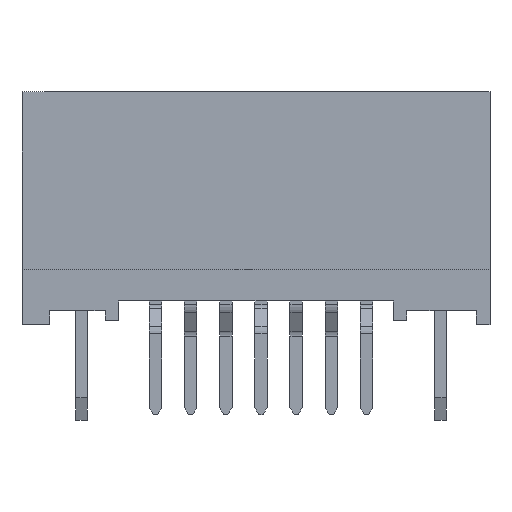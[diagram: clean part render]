
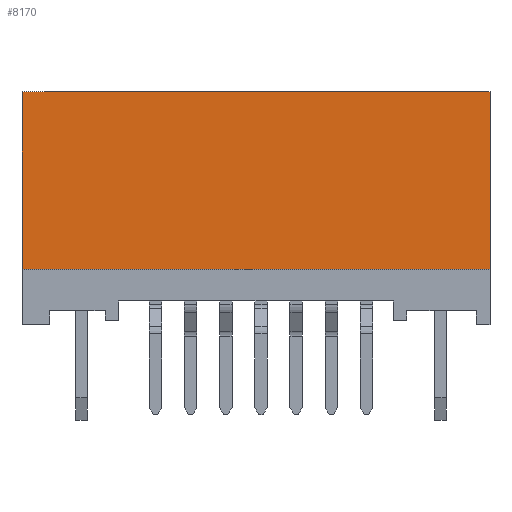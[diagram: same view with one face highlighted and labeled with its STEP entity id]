
A CAD part, front view. The second image highlights one B-rep face of the part: STEP entity #8170.
In plain terms, the highlighted planar face has unit normal (0, -1, 0).
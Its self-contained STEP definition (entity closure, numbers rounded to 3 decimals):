
#29=DIRECTION('',(0.,0.,-1.));
#30=VECTOR('',#29,6.4);
#31=CARTESIAN_POINT('',(-8.45,-3.225,4.2));
#32=LINE('',#31,#30);
#1295=DIRECTION('',(0.,0.,-1.));
#1296=VECTOR('',#1295,6.4);
#1297=CARTESIAN_POINT('',(8.45,-3.225,4.2));
#1298=LINE('',#1297,#1296);
#2651=DIRECTION('',(1.,0.,0.));
#2652=VECTOR('',#2651,16.9);
#2653=CARTESIAN_POINT('',(-8.45,-3.225,-2.2));
#2654=LINE('',#2653,#2652);
#2655=DIRECTION('',(1.,0.,0.));
#2656=VECTOR('',#2655,16.9);
#2657=CARTESIAN_POINT('',(-8.45,-3.225,4.2));
#2658=LINE('',#2657,#2656);
#3496=CARTESIAN_POINT('',(-8.45,-3.225,4.2));
#3498=VERTEX_POINT('',#3496);
#3500=CARTESIAN_POINT('',(8.45,-3.225,4.2));
#3502=VERTEX_POINT('',#3500);
#3513=CARTESIAN_POINT('',(-8.45,-3.225,-2.2));
#3514=VERTEX_POINT('',#3513);
#3525=CARTESIAN_POINT('',(8.45,-3.225,-2.2));
#3526=VERTEX_POINT('',#3525);
#8159=CARTESIAN_POINT('',(-8.45,-3.225,4.2));
#8160=DIRECTION('',(0.,-1.,0.));
#8161=DIRECTION('',(0.,0.,-1.));
#8162=AXIS2_PLACEMENT_3D('',#8159,#8160,#8161);
#8163=PLANE('',#8162);
#8164=ORIENTED_EDGE('',*,*,#8152,.F.);
#8165=ORIENTED_EDGE('',*,*,#4634,.F.);
#8166=ORIENTED_EDGE('',*,*,#5693,.T.);
#8167=ORIENTED_EDGE('',*,*,#6245,.T.);
#8168=EDGE_LOOP('',(#8164,#8165,#8166,#8167));
#8169=FACE_OUTER_BOUND('',#8168,.F.);
#8170=ADVANCED_FACE('',(#8169),#8163,.T.);
#4634=EDGE_CURVE('',#3498,#3514,#32,.T.);
#5693=EDGE_CURVE('',#3498,#3502,#2658,.T.);
#6245=EDGE_CURVE('',#3502,#3526,#1298,.T.);
#8152=EDGE_CURVE('',#3514,#3526,#2654,.T.);
